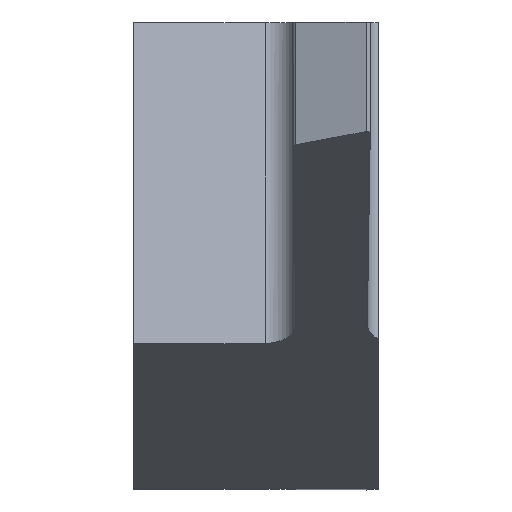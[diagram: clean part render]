
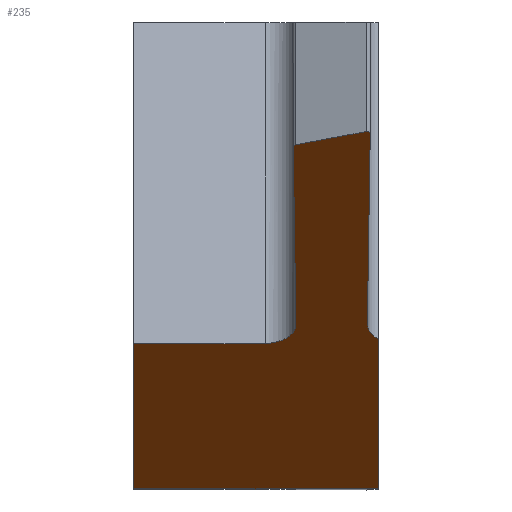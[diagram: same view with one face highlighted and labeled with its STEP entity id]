
A CAD part, top view. The second image highlights one B-rep face of the part: STEP entity #235.
In plain terms, the highlighted planar face has unit normal (0, -0.819, 0.574).
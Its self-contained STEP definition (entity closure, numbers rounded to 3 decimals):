
#12 = CARTESIAN_POINT ( 'NONE',  ( 1.927, -1.129, 3.617 ) ) ;
#23 = CARTESIAN_POINT ( 'NONE',  ( 3.15, -1.074, 3.696 ) ) ;
#25 = EDGE_LOOP ( 'NONE', ( #772, #695, #375, #211, #658, #454, #117, #328, #84, #356, #59 ) ) ;
#26 = VERTEX_POINT ( 'NONE', #754 ) ;
#58 = EDGE_CURVE ( 'NONE', #463, #396, #392, .T. ) ;
#59 = ORIENTED_EDGE ( 'NONE', *, *, #468, .T. ) ;
#60 = VERTEX_POINT ( 'NONE', #630 ) ;
#70 = CARTESIAN_POINT ( 'NONE',  ( 3.15, 2.193, 8.362 ) ) ;
#71 = EDGE_CURVE ( 'NONE', #767, #626, #314, .T. ) ;
#73 = VECTOR ( 'NONE', #452, 1000. ) ;
#84 = ORIENTED_EDGE ( 'NONE', *, *, #745, .T. ) ;
#88 = FACE_OUTER_BOUND ( 'NONE', #25, .T. ) ;
#92 = CARTESIAN_POINT ( 'NONE',  ( 2.061, 1.409, 7.243 ) ) ;
#108 = VECTOR ( 'NONE', #512, 1000. ) ;
#109 = CARTESIAN_POINT ( 'NONE',  ( 2.072, 1.416, 7.253 ) ) ;
#117 = ORIENTED_EDGE ( 'NONE', *, *, #369, .T. ) ;
#120 = VERTEX_POINT ( 'NONE', #23 ) ;
#125 = EDGE_CURVE ( 'NONE', #396, #26, #501, .T. ) ;
#127 = CARTESIAN_POINT ( 'NONE',  ( 3.009, -0.889, 3.961 ) ) ;
#136 = LINE ( 'NONE', #484, #762 ) ;
#152 = DIRECTION ( 'NONE',  ( -1., -0.005, -0.007 ) ) ;
#165 = CARTESIAN_POINT ( 'NONE',  ( 3.012, 1.593, 7.505 ) ) ;
#192 = DIRECTION ( 'NONE',  ( 0.009, -0.574, -0.819 ) ) ;
#195 = VERTEX_POINT ( 'NONE', #384 ) ;
#201 = CARTESIAN_POINT ( 'NONE',  ( 2.054, 1.4, 7.229 ) ) ;
#211 = ORIENTED_EDGE ( 'NONE', *, *, #301, .F. ) ;
#225 = LINE ( 'NONE', #768, #432 ) ;
#235 = ADVANCED_FACE ( 'NONE', ( #88 ), #550, .F. ) ;
#236 = VECTOR ( 'NONE', #192, 1000. ) ;
#247 = CARTESIAN_POINT ( 'NONE',  ( 0., 2.193, 8.362 ) ) ;
#301 = EDGE_CURVE ( 'NONE', #502, #26, #522, .T. ) ;
#306 = EDGE_CURVE ( 'NONE', #60, #195, #371, .T. ) ;
#314 =( BOUNDED_CURVE ( )  B_SPLINE_CURVE ( 3, ( #467, #109, #92, #201 ),
 .UNSPECIFIED., .F., .F. ) 
 B_SPLINE_CURVE_WITH_KNOTS ( ( 4, 4 ),
 ( 3.403, 4.292 ),
 .UNSPECIFIED. ) 
 CURVE ( )  GEOMETRIC_REPRESENTATION_ITEM ( )  RATIONAL_B_SPLINE_CURVE ( ( 1., 0.935, 0.935, 1. ) ) 
 REPRESENTATION_ITEM ( '' )  );
#315 = CARTESIAN_POINT ( 'NONE',  ( 2.089, -0.889, 3.961 ) ) ;
#317 = VERTEX_POINT ( 'NONE', #515 ) ;
#322 = DIRECTION ( 'NONE',  ( 0., -0.574, -0.819 ) ) ;
#328 = ORIENTED_EDGE ( 'NONE', *, *, #306, .T. ) ;
#341 = CARTESIAN_POINT ( 'NONE',  ( 3.036, 1.585, 7.494 ) ) ;
#346 = CARTESIAN_POINT ( 'NONE',  ( 2.992, 1.589, 7.5 ) ) ;
#356 = ORIENTED_EDGE ( 'NONE', *, *, #71, .T. ) ;
#364 = DIRECTION ( 'NONE',  ( 0., 0.574, 0.819 ) ) ;
#369 = EDGE_CURVE ( 'NONE', #418, #60, #136, .T. ) ;
#371 =( BOUNDED_CURVE ( )  B_SPLINE_CURVE ( 3, ( #526, #341, #165, #346 ),
 .UNSPECIFIED., .F., .T. ) 
 B_SPLINE_CURVE_WITH_KNOTS ( ( 4, 4 ),
 ( 1.968, 3.403 ),
 .UNSPECIFIED. ) 
 CURVE ( )  GEOMETRIC_REPRESENTATION_ITEM ( )  RATIONAL_B_SPLINE_CURVE ( ( 1., 0.836, 0.836, 1. ) ) 
 REPRESENTATION_ITEM ( '' )  );
#375 = ORIENTED_EDGE ( 'NONE', *, *, #125, .T. ) ;
#377 = CARTESIAN_POINT ( 'NONE',  ( 1.693, -1.131, 3.616 ) ) ;
#380 = CARTESIAN_POINT ( 'NONE',  ( 3.15, 2.193, 8.362 ) ) ;
#383 = CARTESIAN_POINT ( 'NONE',  ( 3.2, -1.123, 3.626 ) ) ;
#384 = CARTESIAN_POINT ( 'NONE',  ( 2.992, 1.589, 7.5 ) ) ;
#392 = LINE ( 'NONE', #383, #511 ) ;
#396 = VERTEX_POINT ( 'NONE', #616 ) ;
#418 = VERTEX_POINT ( 'NONE', #560 ) ;
#421 = CARTESIAN_POINT ( 'NONE',  ( 3.15, -1.074, 3.696 ) ) ;
#426 = DIRECTION ( 'NONE',  ( 0., 0.819, -0.574 ) ) ;
#432 = VECTOR ( 'NONE', #471, 1000. ) ;
#452 = DIRECTION ( 'NONE',  ( -1., 0., 0. ) ) ;
#454 = ORIENTED_EDGE ( 'NONE', *, *, #475, .T. ) ;
#463 = VERTEX_POINT ( 'NONE', #734 ) ;
#467 = CARTESIAN_POINT ( 'NONE',  ( 2.087, 1.419, 7.257 ) ) ;
#468 = EDGE_CURVE ( 'NONE', #626, #317, #730, .T. ) ;
#471 = DIRECTION ( 'NONE',  ( -0.95, -0.178, -0.255 ) ) ;
#475 = EDGE_CURVE ( 'NONE', #120, #418, #696, .T. ) ;
#484 = CARTESIAN_POINT ( 'NONE',  ( 3.056, 2.193, 8.363 ) ) ;
#485 = EDGE_CURVE ( 'NONE', #120, #502, #682, .T. ) ;
#501 = LINE ( 'NONE', #247, #659 ) ;
#502 = VERTEX_POINT ( 'NONE', #746 ) ;
#511 = VECTOR ( 'NONE', #152, 1000. ) ;
#512 = DIRECTION ( 'NONE',  ( 0., -0.574, -0.819 ) ) ;
#515 = CARTESIAN_POINT ( 'NONE',  ( 2.089, -0.889, 3.961 ) ) ;
#522 = LINE ( 'NONE', #771, #73 ) ;
#526 = CARTESIAN_POINT ( 'NONE',  ( 3.046, 1.568, 7.469 ) ) ;
#547 = EDGE_CURVE ( 'NONE', #317, #463, #614, .T. ) ;
#550 = PLANE ( 'NONE',  #718 ) ;
#560 = CARTESIAN_POINT ( 'NONE',  ( 3.009, -0.889, 3.961 ) ) ;
#561 = CARTESIAN_POINT ( 'NONE',  ( 2.092, -1.029, 3.761 ) ) ;
#612 = CARTESIAN_POINT ( 'NONE',  ( 2.042, 2.187, 8.354 ) ) ;
#614 =( BOUNDED_CURVE ( )  B_SPLINE_CURVE ( 3, ( #315, #561, #12, #377 ),
 .UNSPECIFIED., .F., .F. ) 
 B_SPLINE_CURVE_WITH_KNOTS ( ( 4, 4 ),
 ( 4.703, 6.275 ),
 .UNSPECIFIED. ) 
 CURVE ( )  GEOMETRIC_REPRESENTATION_ITEM ( )  RATIONAL_B_SPLINE_CURVE ( ( 1., 0.805, 0.805, 1. ) ) 
 REPRESENTATION_ITEM ( '' )  );
#616 = CARTESIAN_POINT ( 'NONE',  ( 0., -1.139, 3.604 ) ) ;
#626 = VERTEX_POINT ( 'NONE', #747 ) ;
#630 = CARTESIAN_POINT ( 'NONE',  ( 3.046, 1.568, 7.469 ) ) ;
#658 = ORIENTED_EDGE ( 'NONE', *, *, #485, .F. ) ;
#659 = VECTOR ( 'NONE', #322, 1000. ) ;
#662 = CARTESIAN_POINT ( 'NONE',  ( 3.058, -1.027, 3.763 ) ) ;
#665 = CARTESIAN_POINT ( 'NONE',  ( 3.007, -0.961, 3.857 ) ) ;
#682 = LINE ( 'NONE', #380, #108 ) ;
#695 = ORIENTED_EDGE ( 'NONE', *, *, #58, .T. ) ;
#696 =( BOUNDED_CURVE ( )  B_SPLINE_CURVE ( 3, ( #421, #662, #665, #127 ),
 .UNSPECIFIED., .F., .F. ) 
 B_SPLINE_CURVE_WITH_KNOTS ( ( 4, 4 ),
 ( 0.703, 1.58 ),
 .UNSPECIFIED. ) 
 CURVE ( )  GEOMETRIC_REPRESENTATION_ITEM ( )  RATIONAL_B_SPLINE_CURVE ( ( 1., 0.937, 0.937, 1. ) ) 
 REPRESENTATION_ITEM ( '' )  );
#715 = CARTESIAN_POINT ( 'NONE',  ( 2.087, 1.419, 7.257 ) ) ;
#718 = AXIS2_PLACEMENT_3D ( 'NONE', #70, #426, #364 ) ;
#725 = DIRECTION ( 'NONE',  ( 0.009, 0.574, 0.819 ) ) ;
#730 = LINE ( 'NONE', #612, #236 ) ;
#734 = CARTESIAN_POINT ( 'NONE',  ( 1.693, -1.131, 3.616 ) ) ;
#745 = EDGE_CURVE ( 'NONE', #195, #767, #225, .T. ) ;
#746 = CARTESIAN_POINT ( 'NONE',  ( 3.15, -3., 0.946 ) ) ;
#747 = CARTESIAN_POINT ( 'NONE',  ( 2.054, 1.4, 7.229 ) ) ;
#754 = CARTESIAN_POINT ( 'NONE',  ( 0., -3., 0.946 ) ) ;
#762 = VECTOR ( 'NONE', #725, 1000. ) ;
#767 = VERTEX_POINT ( 'NONE', #715 ) ;
#768 = CARTESIAN_POINT ( 'NONE',  ( 3.446, 1.674, 7.621 ) ) ;
#771 = CARTESIAN_POINT ( 'NONE',  ( 3.15, -3., 0.946 ) ) ;
#772 = ORIENTED_EDGE ( 'NONE', *, *, #547, .T. ) ;
